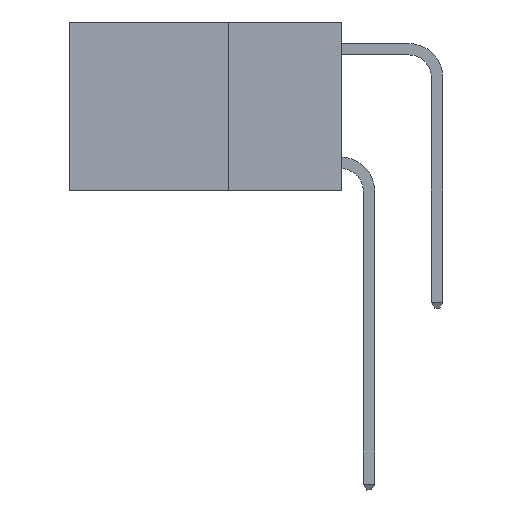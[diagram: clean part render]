
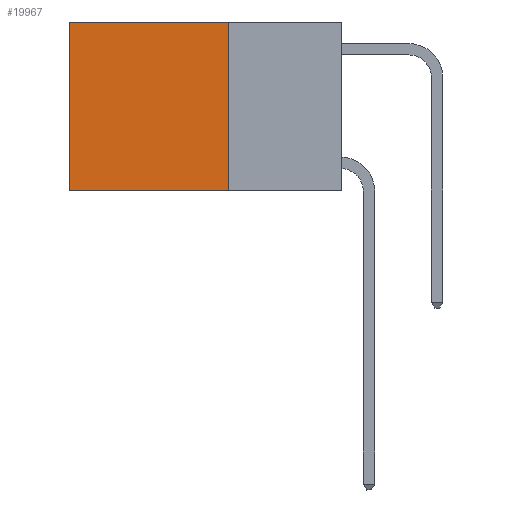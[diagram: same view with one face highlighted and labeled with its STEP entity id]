
A CAD part, left-side view. The second image highlights one B-rep face of the part: STEP entity #19967.
In plain terms, the highlighted planar face has unit normal (-1, 0, 0).
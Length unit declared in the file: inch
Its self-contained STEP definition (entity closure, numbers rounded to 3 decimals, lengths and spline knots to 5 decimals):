
#333 = LINE ( 'NONE', #3342, #6612 ) ;
#347 = CARTESIAN_POINT ( 'NONE',  ( 0.2625, 0.25, -0.37 ) ) ;
#473 = PLANE ( 'NONE',  #15310 ) ;
#1408 = VECTOR ( 'NONE', #12780, 39.37008 ) ;
#2648 = EDGE_CURVE ( 'NONE', #9658, #16715, #11402, .T. ) ;
#3342 = CARTESIAN_POINT ( 'NONE',  ( 0.2625, 0.25, 0. ) ) ;
#4580 = LINE ( 'NONE', #347, #1408 ) ;
#5187 = DIRECTION ( 'NONE',  ( 0., 1., 0. ) ) ;
#6612 = VECTOR ( 'NONE', #5187, 39.37008 ) ;
#6859 = ORIENTED_EDGE ( 'NONE', *, *, #2648, .F. ) ;
#7088 = CARTESIAN_POINT ( 'NONE',  ( 0.2625, 0.25, 0. ) ) ;
#8374 = CARTESIAN_POINT ( 'NONE',  ( 0.2625, 0.6, -0.37 ) ) ;
#8499 = LINE ( 'NONE', #19371, #15210 ) ;
#9658 = VERTEX_POINT ( 'NONE', #7088 ) ;
#9857 = DIRECTION ( 'NONE',  ( 0., 0., -1. ) ) ;
#10633 = CARTESIAN_POINT ( 'NONE',  ( 0.2625, 0.25, -0.37 ) ) ;
#11075 = VERTEX_POINT ( 'NONE', #19828 ) ;
#11402 = LINE ( 'NONE', #17721, #13849 ) ;
#11729 = EDGE_CURVE ( 'NONE', #11075, #19677, #8499, .T. ) ;
#11745 = EDGE_CURVE ( 'NONE', #9658, #11075, #333, .T. ) ;
#12780 = DIRECTION ( 'NONE',  ( 0., 1., 0. ) ) ;
#12903 = FACE_OUTER_BOUND ( 'NONE', #16472, .T. ) ;
#13009 = DIRECTION ( 'NONE',  ( 1., 0., 0. ) ) ;
#13061 = ORIENTED_EDGE ( 'NONE', *, *, #20316, .F. ) ;
#13849 = VECTOR ( 'NONE', #9857, 39.37008 ) ;
#14060 = ORIENTED_EDGE ( 'NONE', *, *, #11729, .T. ) ;
#14555 = DIRECTION ( 'NONE',  ( 0., 0., -1. ) ) ;
#14843 = ORIENTED_EDGE ( 'NONE', *, *, #11745, .T. ) ;
#15210 = VECTOR ( 'NONE', #19262, 39.37008 ) ;
#15310 = AXIS2_PLACEMENT_3D ( 'NONE', #17554, #13009, #14555 ) ;
#16472 = EDGE_LOOP ( 'NONE', ( #14060, #13061, #6859, #14843 ) ) ;
#16715 = VERTEX_POINT ( 'NONE', #10633 ) ;
#17554 = CARTESIAN_POINT ( 'NONE',  ( 0.2625, 0.25, 0. ) ) ;
#17721 = CARTESIAN_POINT ( 'NONE',  ( 0.2625, 0.25, 0. ) ) ;
#19262 = DIRECTION ( 'NONE',  ( 0., 0., -1. ) ) ;
#19371 = CARTESIAN_POINT ( 'NONE',  ( 0.2625, 0.6, 0. ) ) ;
#19677 = VERTEX_POINT ( 'NONE', #8374 ) ;
#19828 = CARTESIAN_POINT ( 'NONE',  ( 0.2625, 0.6, 0. ) ) ;
#19967 = ADVANCED_FACE ( 'NONE', ( #12903 ), #473, .F. ) ;
#20316 = EDGE_CURVE ( 'NONE', #16715, #19677, #4580, .T. ) ;
